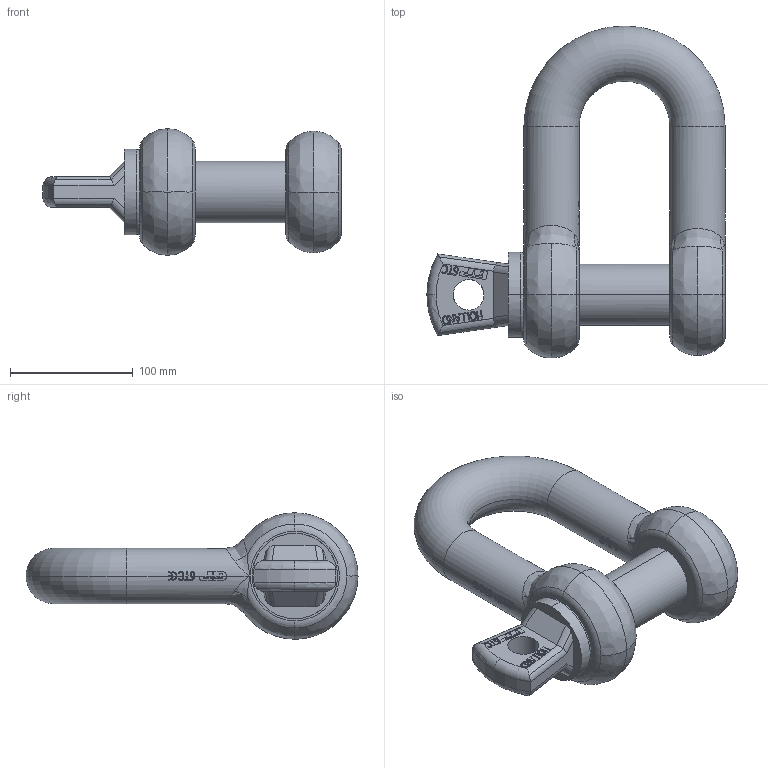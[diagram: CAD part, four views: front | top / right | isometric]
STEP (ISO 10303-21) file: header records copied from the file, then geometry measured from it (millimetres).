
FILE_DESCRIPTION(('.'),'2;1');
FILE_NAME('GPGDBB45.stp','2012-01-15T12:47:45+00:00',('.'),('.'),'','STEP AP214','.');
FILE_SCHEMA(('AUTOMOTIVE_DESIGN { 1 0 10303 214 1 1 1 1 }'));
Length unit declared in the file: millimetre
Products named in the file (3): GPGDBB45; 25; 25_1
Assembly tree (2 placements, depth 2):
  GPGDBB45
    25
    25_1
Bounding box: 243 x 270.5 x 103 mm (x, y, z)
Volume: 1477446.8 mm3; surface area: 156708.4 mm2
Topology: 2 solids, 2 shells, 753 faces, 2370 edges, 1639 vertices
Faces by surface type: plane 299, bspline 291, cylinder 138, torus 22, cone 3
Entity records: 31931 total; most frequent: CARTESIAN_POINT 13880, ORIENTED_EDGE 4724, EDGE_CURVE 2362, DIRECTION 1757, VERTEX_POINT 1639, B_SPLINE_CURVE_WITH_KNOTS 1438, EDGE_LOOP 785, VECTOR 761
